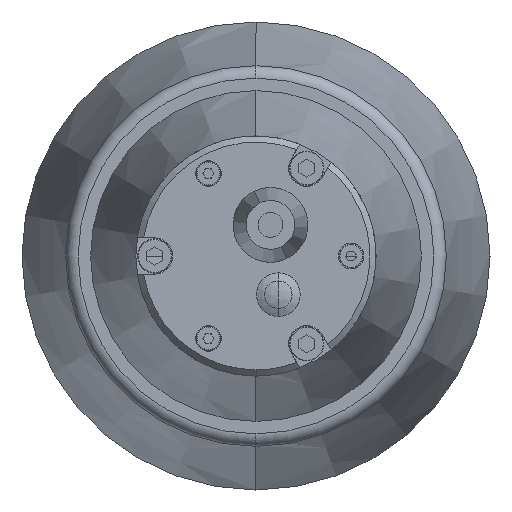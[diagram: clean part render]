
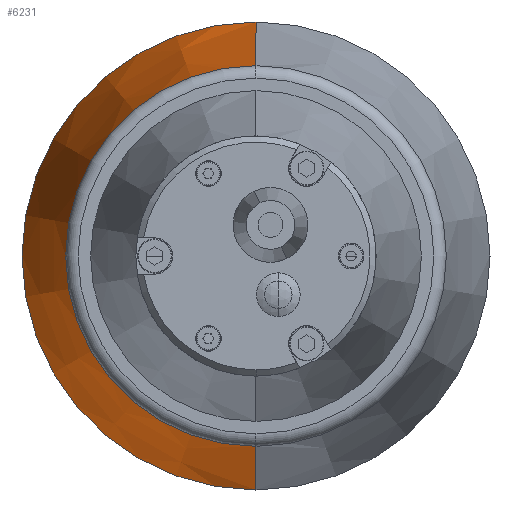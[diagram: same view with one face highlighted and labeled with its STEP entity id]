
A CAD part, left-side view. The second image highlights one B-rep face of the part: STEP entity #6231.
In plain terms, the highlighted conical face has half-angle 10.49 degrees and reference radius 37.5 mm.
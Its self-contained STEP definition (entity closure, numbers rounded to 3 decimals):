
#63 = VECTOR ( 'NONE', #484, 1000. ) ;
#74 = ORIENTED_EDGE ( 'NONE', *, *, #1978, .T. ) ;
#159 = EDGE_LOOP ( 'NONE', ( #6422, #2921, #74, #3028 ) ) ;
#484 = DIRECTION ( 'NONE',  ( 0.983, 0., -0.182 ) ) ;
#496 = CIRCLE ( 'NONE', #5533, 30.5 ) ;
#509 = AXIS2_PLACEMENT_3D ( 'NONE', #1892, #3742, #3431 ) ;
#533 = FACE_OUTER_BOUND ( 'NONE', #159, .T. ) ;
#906 = EDGE_CURVE ( 'NONE', #1794, #5123, #6056, .T. ) ;
#1176 = CARTESIAN_POINT ( 'NONE',  ( 176.729, 0., 37.5 ) ) ;
#1794 = VERTEX_POINT ( 'NONE', #5712 ) ;
#1813 = EDGE_CURVE ( 'NONE', #1794, #5776, #496, .T. ) ;
#1892 = CARTESIAN_POINT ( 'NONE',  ( 176.729, 0., 0. ) ) ;
#1978 = EDGE_CURVE ( 'NONE', #5123, #4770, #6623, .T. ) ;
#2107 = AXIS2_PLACEMENT_3D ( 'NONE', #2693, #5750, #2181 ) ;
#2181 = DIRECTION ( 'NONE',  ( 0., 0., 1. ) ) ;
#2404 = CARTESIAN_POINT ( 'NONE',  ( 176.729, 0., -37.5 ) ) ;
#2621 = DIRECTION ( 'NONE',  ( -1., 0., 0. ) ) ;
#2693 = CARTESIAN_POINT ( 'NONE',  ( 176.729, 0., 0. ) ) ;
#2921 = ORIENTED_EDGE ( 'NONE', *, *, #906, .T. ) ;
#3028 = ORIENTED_EDGE ( 'NONE', *, *, #3707, .F. ) ;
#3294 = LINE ( 'NONE', #3569, #63 ) ;
#3431 = DIRECTION ( 'NONE',  ( 0., 0., -1. ) ) ;
#3569 = CARTESIAN_POINT ( 'NONE',  ( 176.729, 0., -37.5 ) ) ;
#3707 = EDGE_CURVE ( 'NONE', #5776, #4770, #3294, .T. ) ;
#3742 = DIRECTION ( 'NONE',  ( 1., 0., 0. ) ) ;
#4271 = CONICAL_SURFACE ( 'NONE', #509, 37.5, 0.183 ) ;
#4770 = VERTEX_POINT ( 'NONE', #2404 ) ;
#4772 = CARTESIAN_POINT ( 'NONE',  ( 176.729, 0., 37.5 ) ) ;
#5123 = VERTEX_POINT ( 'NONE', #4772 ) ;
#5533 = AXIS2_PLACEMENT_3D ( 'NONE', #6213, #2621, #5689 ) ;
#5689 = DIRECTION ( 'NONE',  ( 0., 0., 1. ) ) ;
#5712 = CARTESIAN_POINT ( 'NONE',  ( 138.923, 0., 30.5 ) ) ;
#5750 = DIRECTION ( 'NONE',  ( -1., 0., 0. ) ) ;
#5776 = VERTEX_POINT ( 'NONE', #6103 ) ;
#6056 = LINE ( 'NONE', #1176, #6637 ) ;
#6103 = CARTESIAN_POINT ( 'NONE',  ( 138.923, 0., -30.5 ) ) ;
#6191 = DIRECTION ( 'NONE',  ( 0.983, 0., 0.182 ) ) ;
#6213 = CARTESIAN_POINT ( 'NONE',  ( 138.923, 0., 0. ) ) ;
#6231 = ADVANCED_FACE ( 'NONE', ( #533 ), #4271, .T. ) ;
#6422 = ORIENTED_EDGE ( 'NONE', *, *, #1813, .F. ) ;
#6623 = CIRCLE ( 'NONE', #2107, 37.5 ) ;
#6637 = VECTOR ( 'NONE', #6191, 1000. ) ;
